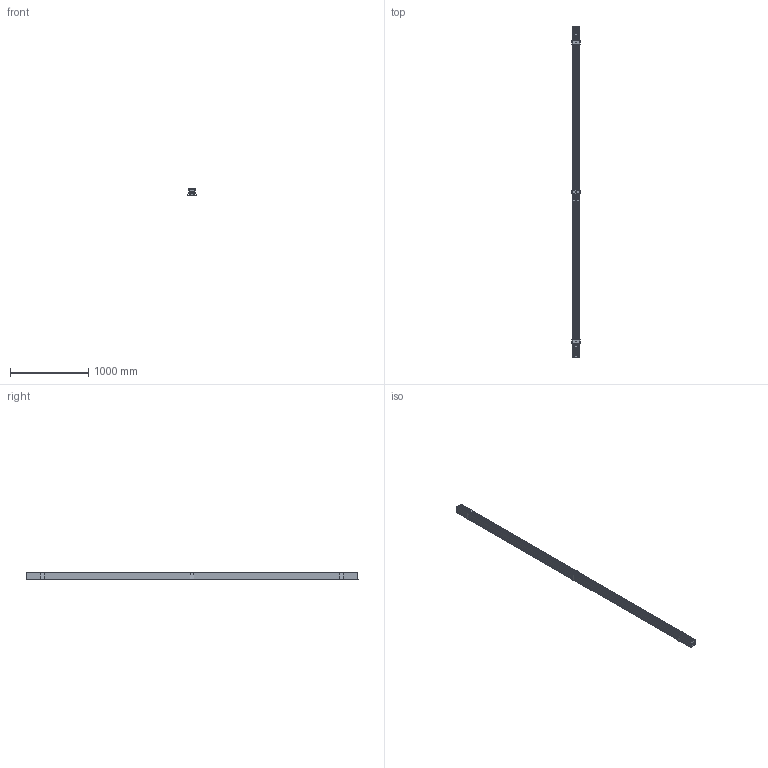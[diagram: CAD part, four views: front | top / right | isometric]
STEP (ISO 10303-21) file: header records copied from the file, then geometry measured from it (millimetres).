
FILE_DESCRIPTION(/* description */ ('This is a sample STEP configuration'),/* implementation_level */ '2;1');
FILE_NAME(/* name */ '728-302093xxxxxx SIMPLE.ipt_Rev_00.1.stp',/* time_stamp */ '2023-04-06T08:43:27+02:00',/* author */ ('powerJobs'),/* organization */ ('coolOrange'),/* preprocessor_version */ 'ST-DEVELOPER v19.2',/* originating_system */ 'Autodesk Inventor 2023',/* authorisation */ '');
FILE_SCHEMA (('AUTOMOTIVE_DESIGN { 1 0 10303 214 3 1 1 }'));
Products named in the file (1): ENG000025940
Bounding box: 110.65 x 4236 x 92.5 mm (x, y, z)
Volume: 5459135.2 mm3; surface area: 6107252.6 mm2
Topology: 19 solids, 19 shells, 1679 faces, 4891 edges, 3226 vertices
Faces by surface type: plane 891, cylinder 760, cone 28
Full cylindrical faces by diameter (mm): 2.8 x8, 3.2 x15, 4.134 x3, 5.2 x3, 6 x3, 12.7 x1, 15.6 x1, 16 x1, 18.4 x1
Entity records: 59896 total; most frequent: CARTESIAN_POINT 14820, ORIENTED_EDGE 9782, DIRECTION 9291, EDGE_CURVE 4891, VERTEX_POINT 3226, AXIS2_PLACEMENT_3D 3161, LINE 2969, VECTOR 2969
